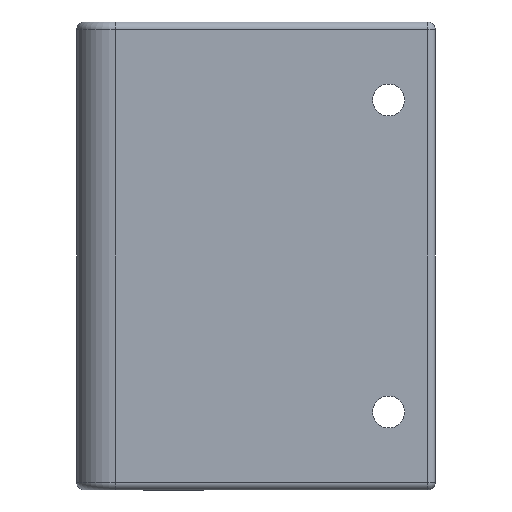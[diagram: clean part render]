
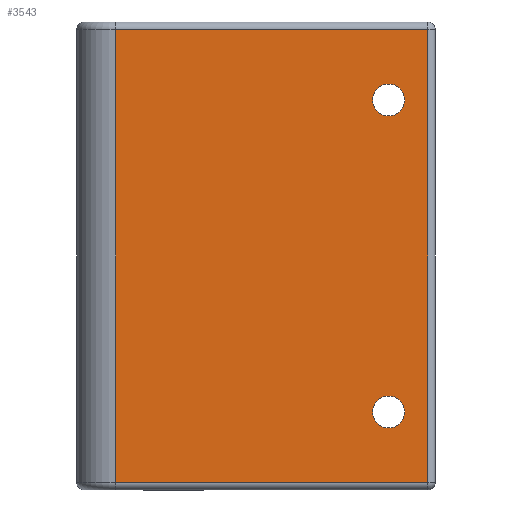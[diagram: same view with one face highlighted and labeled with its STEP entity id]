
A CAD part, front view. The second image highlights one B-rep face of the part: STEP entity #3543.
In plain terms, the highlighted planar face has unit normal (0, -1, 0).
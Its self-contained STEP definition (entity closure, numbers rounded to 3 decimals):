
#1224 = CYLINDRICAL_SURFACE('',#1225,1.);
#1225 = AXIS2_PLACEMENT_3D('',#1226,#1227,#1228);
#1226 = CARTESIAN_POINT('',(46.,1.,1.));
#1227 = DIRECTION('',(-1.,-0.,-0.));
#1228 = DIRECTION('',(0.,-1.,0.));
#1563 = CYLINDRICAL_SURFACE('',#1564,5.);
#1564 = AXIS2_PLACEMENT_3D('',#1565,#1566,#1567);
#1565 = CARTESIAN_POINT('',(5.,5.,0.));
#1566 = DIRECTION('',(0.,0.,1.));
#1567 = DIRECTION('',(-1.,0.,0.));
#2142 = CYLINDRICAL_SURFACE('',#2143,1.);
#2143 = AXIS2_PLACEMENT_3D('',#2144,#2145,#2146);
#2144 = CARTESIAN_POINT('',(5.,1.,59.));
#2145 = DIRECTION('',(1.,0.,0.));
#2146 = DIRECTION('',(0.,-1.,0.));
#2544 = VERTEX_POINT('',#2545);
#2545 = CARTESIAN_POINT('',(5.,0.,1.));
#2726 = EDGE_CURVE('',#2727,#2544,#2729,.T.);
#2727 = VERTEX_POINT('',#2728);
#2728 = CARTESIAN_POINT('',(45.,0.,1.));
#2729 = SURFACE_CURVE('',#2730,(#2734,#2741),.PCURVE_S1.);
#2730 = LINE('',#2731,#2732);
#2731 = CARTESIAN_POINT('',(46.,0.,1.));
#2732 = VECTOR('',#2733,1.);
#2733 = DIRECTION('',(-1.,-0.,-0.));
#2734 = PCURVE('',#1224,#2735);
#2735 = DEFINITIONAL_REPRESENTATION('',(#2736),#2740);
#2736 = LINE('',#2737,#2738);
#2737 = CARTESIAN_POINT('',(-0.,0.));
#2738 = VECTOR('',#2739,1.);
#2739 = DIRECTION('',(-0.,1.));
#2740 = ( GEOMETRIC_REPRESENTATION_CONTEXT(2) 
PARAMETRIC_REPRESENTATION_CONTEXT() REPRESENTATION_CONTEXT('2D SPACE',''
  ) );
#2741 = PCURVE('',#2742,#2747);
#2742 = PLANE('',#2743);
#2743 = AXIS2_PLACEMENT_3D('',#2744,#2745,#2746);
#2744 = CARTESIAN_POINT('',(0.,0.,0.));
#2745 = DIRECTION('',(0.,1.,0.));
#2746 = DIRECTION('',(1.,0.,0.));
#2747 = DEFINITIONAL_REPRESENTATION('',(#2748),#2752);
#2748 = LINE('',#2749,#2750);
#2749 = CARTESIAN_POINT('',(46.,-1.));
#2750 = VECTOR('',#2751,1.);
#2751 = DIRECTION('',(-1.,0.));
#2752 = ( GEOMETRIC_REPRESENTATION_CONTEXT(2) 
PARAMETRIC_REPRESENTATION_CONTEXT() REPRESENTATION_CONTEXT('2D SPACE',''
  ) );
#3010 = CYLINDRICAL_SURFACE('',#3011,2.05);
#3011 = AXIS2_PLACEMENT_3D('',#3012,#3013,#3014);
#3012 = CARTESIAN_POINT('',(40.,0.,50.));
#3013 = DIRECTION('',(0.,-1.,0.));
#3014 = DIRECTION('',(1.,0.,0.));
#3041 = CYLINDRICAL_SURFACE('',#3042,2.05);
#3042 = AXIS2_PLACEMENT_3D('',#3043,#3044,#3045);
#3043 = CARTESIAN_POINT('',(40.,0.,10.));
#3044 = DIRECTION('',(0.,-1.,0.));
#3045 = DIRECTION('',(1.,0.,0.));
#3119 = EDGE_CURVE('',#2544,#3120,#3122,.T.);
#3120 = VERTEX_POINT('',#3121);
#3121 = CARTESIAN_POINT('',(5.,0.,59.));
#3122 = SURFACE_CURVE('',#3123,(#3127,#3134),.PCURVE_S1.);
#3123 = LINE('',#3124,#3125);
#3124 = CARTESIAN_POINT('',(5.,0.,0.));
#3125 = VECTOR('',#3126,1.);
#3126 = DIRECTION('',(0.,0.,1.));
#3127 = PCURVE('',#1563,#3128);
#3128 = DEFINITIONAL_REPRESENTATION('',(#3129),#3133);
#3129 = LINE('',#3130,#3131);
#3130 = CARTESIAN_POINT('',(1.571,0.));
#3131 = VECTOR('',#3132,1.);
#3132 = DIRECTION('',(0.,1.));
#3133 = ( GEOMETRIC_REPRESENTATION_CONTEXT(2) 
PARAMETRIC_REPRESENTATION_CONTEXT() REPRESENTATION_CONTEXT('2D SPACE',''
  ) );
#3134 = PCURVE('',#2742,#3135);
#3135 = DEFINITIONAL_REPRESENTATION('',(#3136),#3140);
#3136 = LINE('',#3137,#3138);
#3137 = CARTESIAN_POINT('',(5.,0.));
#3138 = VECTOR('',#3139,1.);
#3139 = DIRECTION('',(0.,-1.));
#3140 = ( GEOMETRIC_REPRESENTATION_CONTEXT(2) 
PARAMETRIC_REPRESENTATION_CONTEXT() REPRESENTATION_CONTEXT('2D SPACE',''
  ) );
#3429 = EDGE_CURVE('',#3120,#3430,#3432,.T.);
#3430 = VERTEX_POINT('',#3431);
#3431 = CARTESIAN_POINT('',(45.,0.,59.));
#3432 = SURFACE_CURVE('',#3433,(#3437,#3444),.PCURVE_S1.);
#3433 = LINE('',#3434,#3435);
#3434 = CARTESIAN_POINT('',(5.,0.,59.));
#3435 = VECTOR('',#3436,1.);
#3436 = DIRECTION('',(1.,0.,0.));
#3437 = PCURVE('',#2142,#3438);
#3438 = DEFINITIONAL_REPRESENTATION('',(#3439),#3443);
#3439 = LINE('',#3440,#3441);
#3440 = CARTESIAN_POINT('',(-0.,0.));
#3441 = VECTOR('',#3442,1.);
#3442 = DIRECTION('',(-0.,1.));
#3443 = ( GEOMETRIC_REPRESENTATION_CONTEXT(2) 
PARAMETRIC_REPRESENTATION_CONTEXT() REPRESENTATION_CONTEXT('2D SPACE',''
  ) );
#3444 = PCURVE('',#2742,#3445);
#3445 = DEFINITIONAL_REPRESENTATION('',(#3446),#3450);
#3446 = LINE('',#3447,#3448);
#3447 = CARTESIAN_POINT('',(5.,-59.));
#3448 = VECTOR('',#3449,1.);
#3449 = DIRECTION('',(1.,0.));
#3450 = ( GEOMETRIC_REPRESENTATION_CONTEXT(2) 
PARAMETRIC_REPRESENTATION_CONTEXT() REPRESENTATION_CONTEXT('2D SPACE',''
  ) );
#3543 = ADVANCED_FACE('',(#3544,#3575,#3605),#2742,.F.);
#3544 = FACE_BOUND('',#3545,.F.);
#3545 = EDGE_LOOP('',(#3546,#3547,#3548,#3549));
#3546 = ORIENTED_EDGE('',*,*,#2726,.T.);
#3547 = ORIENTED_EDGE('',*,*,#3119,.T.);
#3548 = ORIENTED_EDGE('',*,*,#3429,.T.);
#3549 = ORIENTED_EDGE('',*,*,#3550,.F.);
#3550 = EDGE_CURVE('',#2727,#3430,#3551,.T.);
#3551 = SURFACE_CURVE('',#3552,(#3556,#3563),.PCURVE_S1.);
#3552 = LINE('',#3553,#3554);
#3553 = CARTESIAN_POINT('',(45.,0.,1.));
#3554 = VECTOR('',#3555,1.);
#3555 = DIRECTION('',(0.,0.,1.));
#3556 = PCURVE('',#2742,#3557);
#3557 = DEFINITIONAL_REPRESENTATION('',(#3558),#3562);
#3558 = LINE('',#3559,#3560);
#3559 = CARTESIAN_POINT('',(45.,-1.));
#3560 = VECTOR('',#3561,1.);
#3561 = DIRECTION('',(0.,-1.));
#3562 = ( GEOMETRIC_REPRESENTATION_CONTEXT(2) 
PARAMETRIC_REPRESENTATION_CONTEXT() REPRESENTATION_CONTEXT('2D SPACE',''
  ) );
#3563 = PCURVE('',#3564,#3569);
#3564 = CYLINDRICAL_SURFACE('',#3565,1.);
#3565 = AXIS2_PLACEMENT_3D('',#3566,#3567,#3568);
#3566 = CARTESIAN_POINT('',(45.,1.,1.));
#3567 = DIRECTION('',(0.,0.,1.));
#3568 = DIRECTION('',(0.,-1.,0.));
#3569 = DEFINITIONAL_REPRESENTATION('',(#3570),#3574);
#3570 = LINE('',#3571,#3572);
#3571 = CARTESIAN_POINT('',(0.,0.));
#3572 = VECTOR('',#3573,1.);
#3573 = DIRECTION('',(0.,1.));
#3574 = ( GEOMETRIC_REPRESENTATION_CONTEXT(2) 
PARAMETRIC_REPRESENTATION_CONTEXT() REPRESENTATION_CONTEXT('2D SPACE',''
  ) );
#3575 = FACE_BOUND('',#3576,.F.);
#3576 = EDGE_LOOP('',(#3577));
#3577 = ORIENTED_EDGE('',*,*,#3578,.T.);
#3578 = EDGE_CURVE('',#3579,#3579,#3581,.T.);
#3579 = VERTEX_POINT('',#3580);
#3580 = CARTESIAN_POINT('',(42.05,0.,50.));
#3581 = SURFACE_CURVE('',#3582,(#3587,#3598),.PCURVE_S1.);
#3582 = CIRCLE('',#3583,2.05);
#3583 = AXIS2_PLACEMENT_3D('',#3584,#3585,#3586);
#3584 = CARTESIAN_POINT('',(40.,0.,50.));
#3585 = DIRECTION('',(0.,-1.,0.));
#3586 = DIRECTION('',(1.,0.,0.));
#3587 = PCURVE('',#2742,#3588);
#3588 = DEFINITIONAL_REPRESENTATION('',(#3589),#3597);
#3589 = ( BOUNDED_CURVE() B_SPLINE_CURVE(2,(#3590,#3591,#3592,#3593,
#3594,#3595,#3596),.UNSPECIFIED.,.T.,.F.) B_SPLINE_CURVE_WITH_KNOTS((1,2
    ,2,2,2,1),(-2.094,0.,2.094,4.189,
6.283,8.378),.UNSPECIFIED.) CURVE() 
GEOMETRIC_REPRESENTATION_ITEM() RATIONAL_B_SPLINE_CURVE((1.,0.5,1.,0.5,
1.,0.5,1.)) REPRESENTATION_ITEM('') );
#3590 = CARTESIAN_POINT('',(42.05,-50.));
#3591 = CARTESIAN_POINT('',(42.05,-53.551));
#3592 = CARTESIAN_POINT('',(38.975,-51.775));
#3593 = CARTESIAN_POINT('',(35.9,-50.));
#3594 = CARTESIAN_POINT('',(38.975,-48.225));
#3595 = CARTESIAN_POINT('',(42.05,-46.449));
#3596 = CARTESIAN_POINT('',(42.05,-50.));
#3597 = ( GEOMETRIC_REPRESENTATION_CONTEXT(2) 
PARAMETRIC_REPRESENTATION_CONTEXT() REPRESENTATION_CONTEXT('2D SPACE',''
  ) );
#3598 = PCURVE('',#3010,#3599);
#3599 = DEFINITIONAL_REPRESENTATION('',(#3600),#3604);
#3600 = LINE('',#3601,#3602);
#3601 = CARTESIAN_POINT('',(0.,0.));
#3602 = VECTOR('',#3603,1.);
#3603 = DIRECTION('',(1.,0.));
#3604 = ( GEOMETRIC_REPRESENTATION_CONTEXT(2) 
PARAMETRIC_REPRESENTATION_CONTEXT() REPRESENTATION_CONTEXT('2D SPACE',''
  ) );
#3605 = FACE_BOUND('',#3606,.F.);
#3606 = EDGE_LOOP('',(#3607));
#3607 = ORIENTED_EDGE('',*,*,#3608,.T.);
#3608 = EDGE_CURVE('',#3609,#3609,#3611,.T.);
#3609 = VERTEX_POINT('',#3610);
#3610 = CARTESIAN_POINT('',(42.05,0.,10.));
#3611 = SURFACE_CURVE('',#3612,(#3617,#3628),.PCURVE_S1.);
#3612 = CIRCLE('',#3613,2.05);
#3613 = AXIS2_PLACEMENT_3D('',#3614,#3615,#3616);
#3614 = CARTESIAN_POINT('',(40.,0.,10.));
#3615 = DIRECTION('',(0.,-1.,0.));
#3616 = DIRECTION('',(1.,0.,0.));
#3617 = PCURVE('',#2742,#3618);
#3618 = DEFINITIONAL_REPRESENTATION('',(#3619),#3627);
#3619 = ( BOUNDED_CURVE() B_SPLINE_CURVE(2,(#3620,#3621,#3622,#3623,
#3624,#3625,#3626),.UNSPECIFIED.,.T.,.F.) B_SPLINE_CURVE_WITH_KNOTS((1,2
    ,2,2,2,1),(-2.094,0.,2.094,4.189,
6.283,8.378),.UNSPECIFIED.) CURVE() 
GEOMETRIC_REPRESENTATION_ITEM() RATIONAL_B_SPLINE_CURVE((1.,0.5,1.,0.5,
1.,0.5,1.)) REPRESENTATION_ITEM('') );
#3620 = CARTESIAN_POINT('',(42.05,-10.));
#3621 = CARTESIAN_POINT('',(42.05,-13.551));
#3622 = CARTESIAN_POINT('',(38.975,-11.775));
#3623 = CARTESIAN_POINT('',(35.9,-10.));
#3624 = CARTESIAN_POINT('',(38.975,-8.225));
#3625 = CARTESIAN_POINT('',(42.05,-6.449));
#3626 = CARTESIAN_POINT('',(42.05,-10.));
#3627 = ( GEOMETRIC_REPRESENTATION_CONTEXT(2) 
PARAMETRIC_REPRESENTATION_CONTEXT() REPRESENTATION_CONTEXT('2D SPACE',''
  ) );
#3628 = PCURVE('',#3041,#3629);
#3629 = DEFINITIONAL_REPRESENTATION('',(#3630),#3634);
#3630 = LINE('',#3631,#3632);
#3631 = CARTESIAN_POINT('',(0.,0.));
#3632 = VECTOR('',#3633,1.);
#3633 = DIRECTION('',(1.,0.));
#3634 = ( GEOMETRIC_REPRESENTATION_CONTEXT(2) 
PARAMETRIC_REPRESENTATION_CONTEXT() REPRESENTATION_CONTEXT('2D SPACE',''
  ) );
